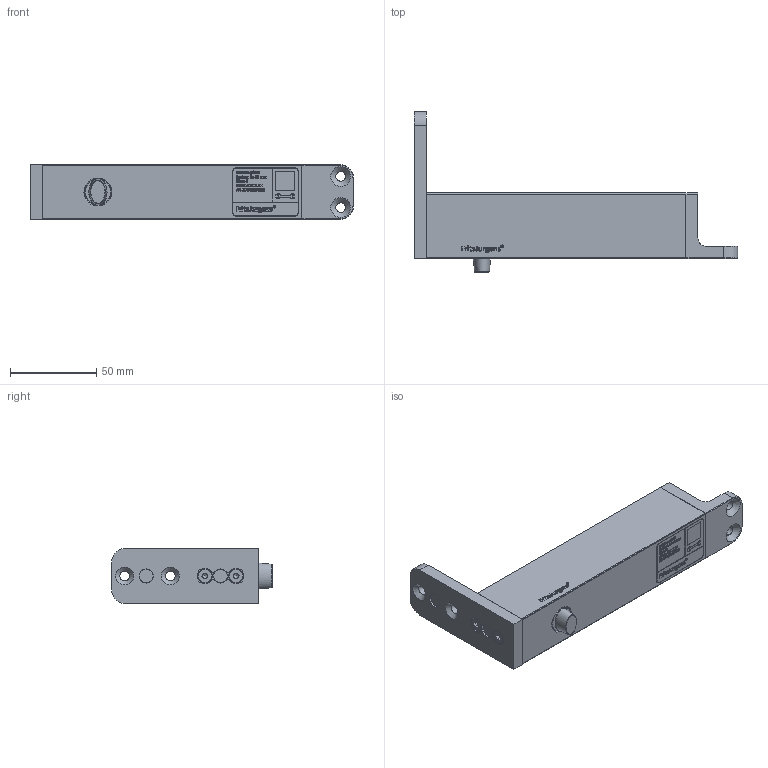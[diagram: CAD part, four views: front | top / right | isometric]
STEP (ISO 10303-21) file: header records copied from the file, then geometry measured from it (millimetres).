
FILE_DESCRIPTION (( 'STEP AP214' ), '1' );
FILE_NAME ('System Fx-40-C.STEP', '2024-12-18T08:26:57', ( '' ), ( '' ), 'SwSTEP 2.0', 'SolidWorks 2023', '' );
FILE_SCHEMA (( 'AUTOMOTIVE_DESIGN' ));
Length unit declared in the file: millimetre
Products named in the file (27): 000788-Angled bracket; 000767-Cam Wheel_6mm bearings (default); 000561-Magnet 8 x 0,75mm_plus; 0001164-Glide pad_Injection molded; 001018-Sleeve bearing ø8 x ø10; 001199_Thrust bearing 0408-005; 000776-Pull Rod Mounting Block 2; 000773-Linear Guide Block; 000727-Sleeve bearing_7mm (default); 000790-Cam shaft; 001220-Filling Plate; 001169-PRMB2 Assy_8MM bearings; 001217-Sleeve bearing ø6xø8; 000792-Bracket mounting plate; 001017-Thrust bearing ø8 x ø18; DIN 7984 - M5 x 8 --- 8N_DIN 7984 - M5 x 8 --- 8N; 000775-Pull Rod Mounting Block 1; DIN 912 M3 x 8 --- 8N_DIN 912 M3 x 8 --- 8N; 001167-LGB Assy_ø8mm bearings (default); 001168-PRMB1 Assy; 000787-Flat bracket; 0001170-Glide pad 10x3_Injection molded; 000930-Spring Amatec R205-414; System Fx-40-C; 000785-Housing Bottom_Gravering 40 C; 000774-Pull Rod; 000777-Housing
Assembly tree (83 placements, depth 3):
  System Fx-40-C
    001167-LGB Assy_ø8mm bearings (default)
      000773-Linear Guide Block
      0001170-Glide pad 10x3_Injection molded  x8
      0001164-Glide pad_Injection molded  x8
      000767-Cam Wheel_6mm bearings (default)
      001199_Thrust bearing 0408-005
      001217-Sleeve bearing ø6xø8  x2
      001220-Filling Plate
    001168-PRMB1 Assy
      000775-Pull Rod Mounting Block 1
      0001170-Glide pad 10x3_Injection molded  x4
      0001164-Glide pad_Injection molded  x2
    001169-PRMB2 Assy_8MM bearings
      000776-Pull Rod Mounting Block 2
      0001170-Glide pad 10x3_Injection molded  x4
      0001164-Glide pad_Injection molded  x4
      000767-Cam Wheel_6mm bearings (default)
      001199_Thrust bearing 0408-005
      001217-Sleeve bearing ø6xø8  x2
      001220-Filling Plate
    000785-Housing Bottom_Gravering 40 C
    000727-Sleeve bearing_7mm (default)
    000777-Housing
    000790-Cam shaft
    001018-Sleeve bearing ø8 x ø10
    001017-Thrust bearing ø8 x ø18
    000774-Pull Rod  x4
    000792-Bracket mounting plate  x2
    000788-Angled bracket
    000930-Spring Amatec R205-414
    DIN 912 M3 x 8 --- 8N_DIN 912 M3 x 8 --- 8N  x16
    DIN 7984 - M5 x 8 --- 8N_DIN 7984 - M5 x 8 --- 8N  x4
    000787-Flat bracket
    000561-Magnet 8 x 0,75mm_plus  x2
Bounding box: 187.1 x 93 x 32 mm (x, y, z)
Volume: 164373.8 mm3; surface area: 124226.3 mm2
Topology: 80 solids, 80 shells, 3974 faces, 9801 edges, 6167 vertices
Faces by surface type: plane 1824, cylinder 949, bspline 578, torus 458, cone 165
Full cylindrical faces by diameter (mm): 1.5 x1, 2.5 x16, 3 x20, 3.2 x12, 3.5 x4, 4 x4, 4.2 x4, 5 x12, 5.2 x6, 5.5 x20, 5.8 x4, 6 x12, 8 x17, 8.1 x2, 8.2 x1, 8.5 x4, 9.2 x4, 10 x2, 15 x2, 15.2 x1, 17 x2, 18 x1, 20.3 x1, 20.5 x1
Entity records: 110959 total; most frequent: CARTESIAN_POINT 52975, ORIENTED_EDGE 12668, DIRECTION 9960, EDGE_CURVE 6334, VERTEX_POINT 4242, VECTOR 4062, LINE 4062, AXIS2_PLACEMENT_3D 2949
